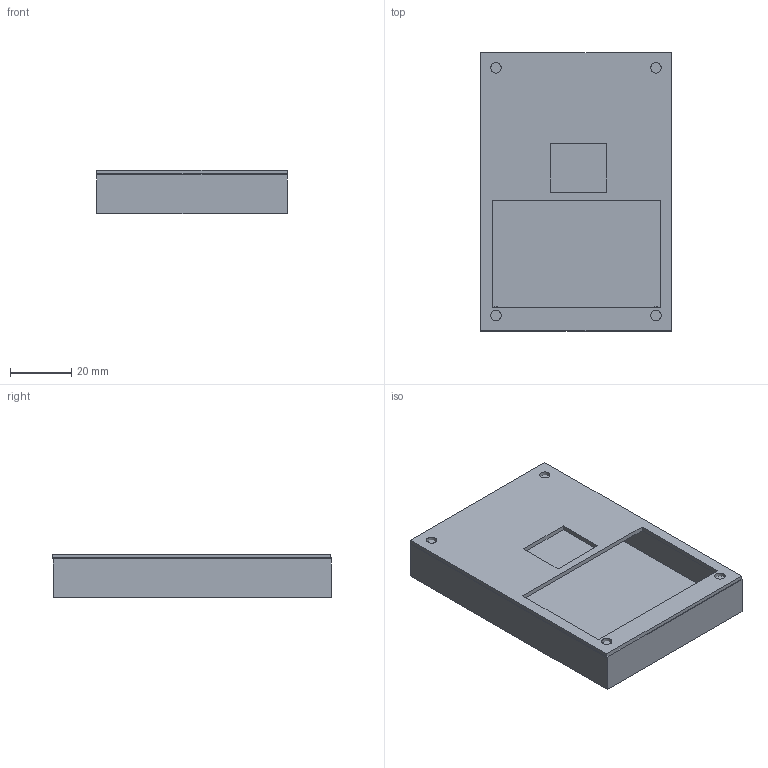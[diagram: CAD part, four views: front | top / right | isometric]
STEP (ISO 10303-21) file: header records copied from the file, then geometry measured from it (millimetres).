
FILE_DESCRIPTION(/* description */ (''),/* implementation_level */ '2;1');
FILE_NAME(/* name */ 'Untitled.step',/* time_stamp */ '2025-12-06T17:57:13-06:00',/* author */ (''),/* organization */ (''),/* preprocessor_version */ 'ST-DEVELOPER v20.1',/* originating_system */ 'Autodesk Translation Framework v14.21.0.0',/* authorisation */ '');
FILE_SCHEMA (('AUTOMOTIVE_DESIGN { 1 0 10303 214 3 1 1 }'));
Length unit declared in the file: millimetre
Products named in the file (3): 2025-11-27-00-55-57-840; 2025-12-06-17-31-30-794; 2025-12-06-17-31-31-014
Assembly tree (2 placements, depth 2):
  2025-11-27-00-55-57-840
    2025-12-06-17-31-30-794
    2025-12-06-17-31-31-014
Bounding box: 62.17 x 90.9 x 14.18 mm (x, y, z)
Volume: 28794.3 mm3; surface area: 26389.1 mm2
Topology: 2 solids, 2 shells, 61 faces, 144 edges, 80 vertices
Faces by surface type: plane 49, cylinder 12
Full cylindrical faces by diameter (mm): 3.4 x4
Entity records: 1803 total; most frequent: DIRECTION 300, CARTESIAN_POINT 290, ORIENTED_EDGE 288, EDGE_CURVE 144, LINE 120, VECTOR 120, AXIS2_PLACEMENT_3D 90, VERTEX_POINT 80
